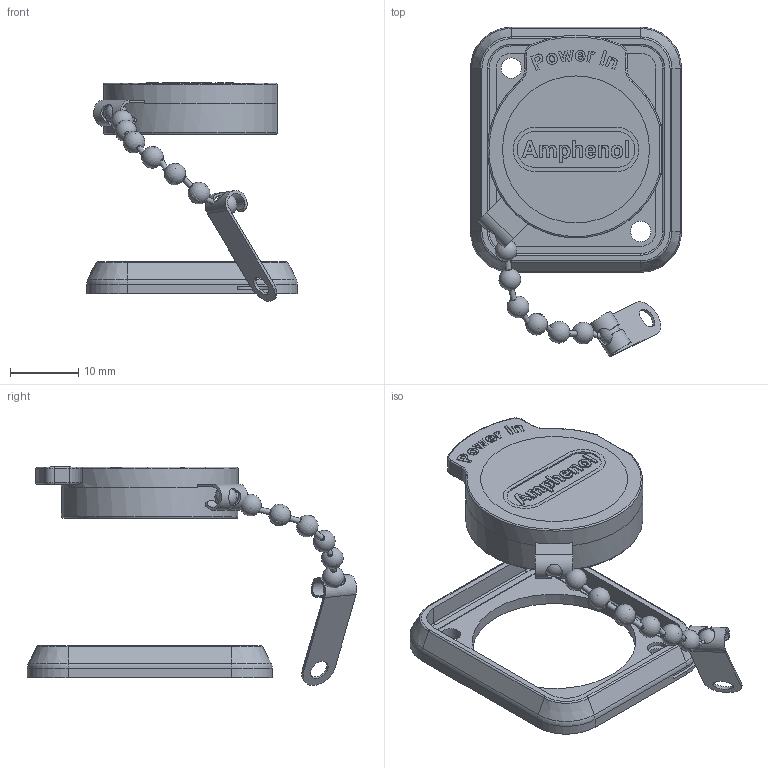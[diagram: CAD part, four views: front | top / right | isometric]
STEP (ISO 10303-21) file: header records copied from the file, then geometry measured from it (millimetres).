
FILE_DESCRIPTION(/* description */ (''),/* implementation_level */ '2;1');
FILE_NAME(/* name */ 'HPT-CAPM.stp',/* time_stamp */ '2019-07-26T16:01:53+10:00',/* author */ ('thien'),/* organization */ (''),/* preprocessor_version */ 'ST-DEVELOPER v17',/* originating_system */ 'Autodesk Inventor 2018',/* authorisation */ '');
FILE_SCHEMA (('CONFIG_CONTROL_DESIGN'));
Products named in the file (10): HPT-CAPM; 52730013-830; 50250031-830; Amphenol plastic inlet; seal inlet final second design-01; 52370011-732; 52370011-731; 53660002-530; bead; wire
Assembly tree (22 placements, depth 3):
  HPT-CAPM
    52730013-830
    50250031-830
      Amphenol plastic inlet
      seal inlet final second design-01
      52370011-732
    52370011-731
    53660002-530
      bead  x8
      wire  x7
Bounding box: 31 x 48.43 x 32.18 mm (x, y, z)
Volume: 4723.3 mm3; surface area: 7196.2 mm2
Topology: 20 solids, 20 shells, 627 faces, 1594 edges, 1031 vertices
Faces by surface type: plane 295, cylinder 164, bspline 87, cone 43, torus 26, sphere 12
Full cylindrical faces by diameter (mm): 0.6 x16, 0.672 x1, 0.762 x1, 0.8 x7, 2 x4, 3 x9, 21.6 x2, 23.2 x1, 24 x1
Entity records: 20009 total; most frequent: CARTESIAN_POINT 5643, ORIENTED_EDGE 2886, DIRECTION 2613, EDGE_CURVE 1443, VERTEX_POINT 937, LINE 873, VECTOR 873, AXIS2_PLACEMENT_3D 870
